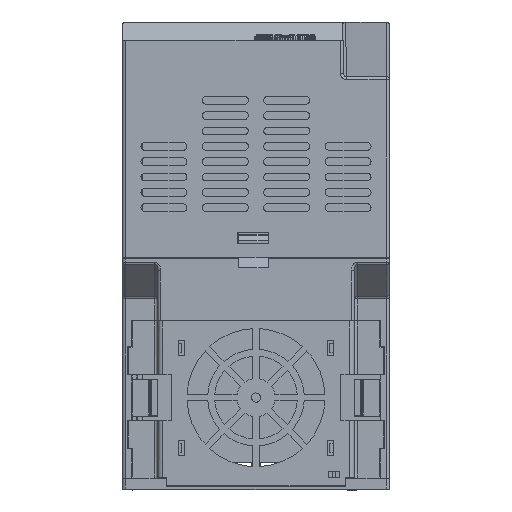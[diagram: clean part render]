
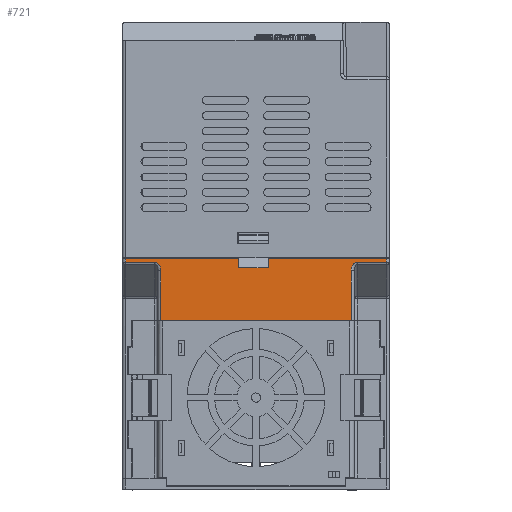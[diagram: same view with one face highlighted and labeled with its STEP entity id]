
A CAD part, top view. The second image highlights one B-rep face of the part: STEP entity #721.
In plain terms, the highlighted planar face has unit normal (0, 0, 1).
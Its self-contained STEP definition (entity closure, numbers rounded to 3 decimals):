
#721=ADVANCED_FACE('',(#5024),#72320,.T.);
#5024=FACE_OUTER_BOUND('',#9483,.T.);
#9483=EDGE_LOOP('',(#16606,#16607,#16608,#16609,#16610,#16611,#16612,#16613,
#16614,#16615,#16616,#16617,#16618,#16619));
#16606=ORIENTED_EDGE('',*,*,#40015,.T.);
#16607=ORIENTED_EDGE('',*,*,#40026,.T.);
#16608=ORIENTED_EDGE('',*,*,#40025,.T.);
#16609=ORIENTED_EDGE('',*,*,#40024,.T.);
#16610=ORIENTED_EDGE('',*,*,#40023,.T.);
#16611=ORIENTED_EDGE('',*,*,#39638,.T.);
#16612=ORIENTED_EDGE('',*,*,#40012,.T.);
#16613=ORIENTED_EDGE('',*,*,#40022,.T.);
#16614=ORIENTED_EDGE('',*,*,#40021,.T.);
#16615=ORIENTED_EDGE('',*,*,#40020,.T.);
#16616=ORIENTED_EDGE('',*,*,#40019,.T.);
#16617=ORIENTED_EDGE('',*,*,#40018,.T.);
#16618=ORIENTED_EDGE('',*,*,#40017,.T.);
#16619=ORIENTED_EDGE('',*,*,#40016,.T.);
#39638=EDGE_CURVE('',#64323,#64324,#54022,.T.);
#40012=EDGE_CURVE('',#64324,#64683,#54363,.T.);
#40015=EDGE_CURVE('',#64684,#64685,#54366,.T.);
#40016=EDGE_CURVE('',#64686,#64684,#54367,.T.);
#40017=EDGE_CURVE('',#64687,#64686,#54368,.T.);
#40018=EDGE_CURVE('',#64688,#64687,#54369,.T.);
#40019=EDGE_CURVE('',#64689,#64688,#54370,.T.);
#40020=EDGE_CURVE('',#64690,#64689,#54371,.T.);
#40021=EDGE_CURVE('',#64691,#64690,#54372,.T.);
#40022=EDGE_CURVE('',#64683,#64691,#54373,.T.);
#40023=EDGE_CURVE('',#64692,#64323,#54374,.T.);
#40024=EDGE_CURVE('',#64693,#64692,#54375,.T.);
#40025=EDGE_CURVE('',#64694,#64693,#54376,.T.);
#40026=EDGE_CURVE('',#64685,#64694,#54377,.T.);
#54022=B_SPLINE_CURVE_WITH_KNOTS('',1,(#100143,#100144),.UNSPECIFIED.,.F.,
 .F.,(2,2),(0.,3.1),.UNSPECIFIED.);
#54363=B_SPLINE_CURVE_WITH_KNOTS('',1,(#100981,#100982),.UNSPECIFIED.,.F.,
 .F.,(2,2),(0.,9.6),.UNSPECIFIED.);
#54366=B_SPLINE_CURVE_WITH_KNOTS('',1,(#100987,#100988),.UNSPECIFIED.,.F.,
 .F.,(2,2),(-16.21,0.),.UNSPECIFIED.);
#54367=B_SPLINE_CURVE_WITH_KNOTS('',1,(#100989,#100990),.UNSPECIFIED.,.F.,
 .F.,(2,2),(-62.,0.),.UNSPECIFIED.);
#54368=B_SPLINE_CURVE_WITH_KNOTS('',1,(#100991,#100992),.UNSPECIFIED.,.F.,
 .F.,(2,2),(-16.21,0.),.UNSPECIFIED.);
#54369=B_SPLINE_CURVE_WITH_KNOTS('',3,(#100993,#100994,#100995,#100996,
#100997,#100998,#100999,#101000,#101001,#101002,#101003,#101004,#101005),
 .UNSPECIFIED.,.F.,.F.,(4,1,1,1,1,1,1,1,1,1,4),(-3.779,-3.401,
-3.023,-2.646,-2.268,-1.89,
-1.512,-1.134,-0.756,-0.378,
0.),.UNSPECIFIED.);
#54370=B_SPLINE_CURVE_WITH_KNOTS('',1,(#101006,#101007),.UNSPECIFIED.,.F.,
 .F.,(2,2),(-9.5,0.),.UNSPECIFIED.);
#54371=B_SPLINE_CURVE_WITH_KNOTS('',1,(#101008,#101009),.UNSPECIFIED.,.F.,
 .F.,(2,2),(-1.273,0.),.UNSPECIFIED.);
#54372=B_SPLINE_CURVE_WITH_KNOTS('',1,(#101010,#101011),.UNSPECIFIED.,.F.,
 .F.,(2,2),(-36.866,0.),.UNSPECIFIED.);
#54373=B_SPLINE_CURVE_WITH_KNOTS('',1,(#101012,#101013),.UNSPECIFIED.,.F.,
 .F.,(2,2),(-3.1,0.),.UNSPECIFIED.);
#54374=B_SPLINE_CURVE_WITH_KNOTS('',1,(#101014,#101015),.UNSPECIFIED.,.F.,
 .F.,(2,2),(-38.534,0.),.UNSPECIFIED.);
#54375=B_SPLINE_CURVE_WITH_KNOTS('',1,(#101016,#101017),.UNSPECIFIED.,.F.,
 .F.,(2,2),(-1.273,0.),.UNSPECIFIED.);
#54376=B_SPLINE_CURVE_WITH_KNOTS('',1,(#101018,#101019),.UNSPECIFIED.,.F.,
 .F.,(2,2),(-9.5,0.),.UNSPECIFIED.);
#54377=B_SPLINE_CURVE_WITH_KNOTS('',3,(#101020,#101021,#101022,#101023,
#101024,#101025,#101026,#101027,#101028,#101029,#101030,#101031,#101032),
 .UNSPECIFIED.,.F.,.F.,(4,1,1,1,1,1,1,1,1,1,4),(-3.779,-3.401,
-3.023,-2.646,-2.268,-1.89,
-1.512,-1.134,-0.756,-0.378,
0.),.UNSPECIFIED.);
#64323=VERTEX_POINT('',#91707);
#64324=VERTEX_POINT('',#91708);
#64683=VERTEX_POINT('',#92067);
#64684=VERTEX_POINT('',#92068);
#64685=VERTEX_POINT('',#92069);
#64686=VERTEX_POINT('',#92070);
#64687=VERTEX_POINT('',#92071);
#64688=VERTEX_POINT('',#92072);
#64689=VERTEX_POINT('',#92073);
#64690=VERTEX_POINT('',#92074);
#64691=VERTEX_POINT('',#92075);
#64692=VERTEX_POINT('',#92076);
#64693=VERTEX_POINT('',#92077);
#64694=VERTEX_POINT('',#92078);
#72320=PLANE('',#75591);
#75591=AXIS2_PLACEMENT_3D('',#83995,#79730,$);
#79730=DIRECTION('',(0.,0.,1.));
#83995=CARTESIAN_POINT('',(-51.284,52.141,78.5));
#91707=CARTESIAN_POINT('',(3.966,74.7,78.5));
#91708=CARTESIAN_POINT('',(3.966,71.6,78.5));
#92067=CARTESIAN_POINT('',(-5.634,71.6,78.5));
#92068=CARTESIAN_POINT('',(31.,54.45,78.5));
#92069=CARTESIAN_POINT('',(31.,70.66,78.5));
#92070=CARTESIAN_POINT('',(-31.,54.45,78.5));
#92071=CARTESIAN_POINT('',(-31.,70.66,78.5));
#92072=CARTESIAN_POINT('',(-33.,73.427,78.5));
#92073=CARTESIAN_POINT('',(-42.5,73.427,78.5));
#92074=CARTESIAN_POINT('',(-42.5,74.7,78.5));
#92075=CARTESIAN_POINT('',(-5.634,74.7,78.5));
#92076=CARTESIAN_POINT('',(42.5,74.7,78.5));
#92077=CARTESIAN_POINT('',(42.5,73.427,78.5));
#92078=CARTESIAN_POINT('',(33.,73.427,78.5));
#100143=CARTESIAN_POINT('',(3.966,74.7,78.5));
#100144=CARTESIAN_POINT('',(3.966,71.6,78.5));
#100981=CARTESIAN_POINT('',(3.966,71.6,78.5));
#100982=CARTESIAN_POINT('',(-5.634,71.6,78.5));
#100987=CARTESIAN_POINT('',(31.,54.45,78.5));
#100988=CARTESIAN_POINT('',(31.,70.66,78.5));
#100989=CARTESIAN_POINT('',(-31.,54.45,78.5));
#100990=CARTESIAN_POINT('',(31.,54.45,78.5));
#100991=CARTESIAN_POINT('',(-31.,70.66,78.5));
#100992=CARTESIAN_POINT('',(-31.,54.45,78.5));
#100993=CARTESIAN_POINT('',(-33.,73.427,78.5));
#100994=CARTESIAN_POINT('',(-32.918,73.427,78.5));
#100995=CARTESIAN_POINT('',(-32.752,73.413,78.5));
#100996=CARTESIAN_POINT('',(-32.497,73.347,78.5));
#100997=CARTESIAN_POINT('',(-32.238,73.228,78.5));
#100998=CARTESIAN_POINT('',(-31.981,73.053,78.5));
#100999=CARTESIAN_POINT('',(-31.734,72.816,78.5));
#101000=CARTESIAN_POINT('',(-31.5,72.51,78.5));
#101001=CARTESIAN_POINT('',(-31.294,72.131,78.5));
#101002=CARTESIAN_POINT('',(-31.13,71.684,78.5));
#101003=CARTESIAN_POINT('',(-31.024,71.185,78.5));
#101004=CARTESIAN_POINT('',(-31.,70.838,78.5));
#101005=CARTESIAN_POINT('',(-31.,70.66,78.5));
#101006=CARTESIAN_POINT('',(-42.5,73.427,78.5));
#101007=CARTESIAN_POINT('',(-33.,73.427,78.5));
#101008=CARTESIAN_POINT('',(-42.5,74.7,78.5));
#101009=CARTESIAN_POINT('',(-42.5,73.427,78.5));
#101010=CARTESIAN_POINT('',(-5.634,74.7,78.5));
#101011=CARTESIAN_POINT('',(-42.5,74.7,78.5));
#101012=CARTESIAN_POINT('',(-5.634,71.6,78.5));
#101013=CARTESIAN_POINT('',(-5.634,74.7,78.5));
#101014=CARTESIAN_POINT('',(42.5,74.7,78.5));
#101015=CARTESIAN_POINT('',(3.966,74.7,78.5));
#101016=CARTESIAN_POINT('',(42.5,73.427,78.5));
#101017=CARTESIAN_POINT('',(42.5,74.7,78.5));
#101018=CARTESIAN_POINT('',(33.,73.427,78.5));
#101019=CARTESIAN_POINT('',(42.5,73.427,78.5));
#101020=CARTESIAN_POINT('',(31.,70.66,78.5));
#101021=CARTESIAN_POINT('',(31.,70.838,78.5));
#101022=CARTESIAN_POINT('',(31.024,71.185,78.5));
#101023=CARTESIAN_POINT('',(31.13,71.685,78.5));
#101024=CARTESIAN_POINT('',(31.294,72.132,78.5));
#101025=CARTESIAN_POINT('',(31.501,72.51,78.5));
#101026=CARTESIAN_POINT('',(31.734,72.816,78.5));
#101027=CARTESIAN_POINT('',(31.981,73.053,78.5));
#101028=CARTESIAN_POINT('',(32.238,73.228,78.5));
#101029=CARTESIAN_POINT('',(32.497,73.347,78.5));
#101030=CARTESIAN_POINT('',(32.753,73.413,78.5));
#101031=CARTESIAN_POINT('',(32.918,73.427,78.5));
#101032=CARTESIAN_POINT('',(33.,73.427,78.5));
